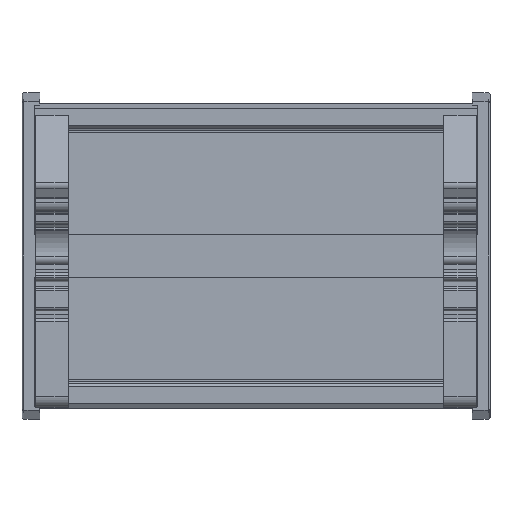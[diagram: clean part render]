
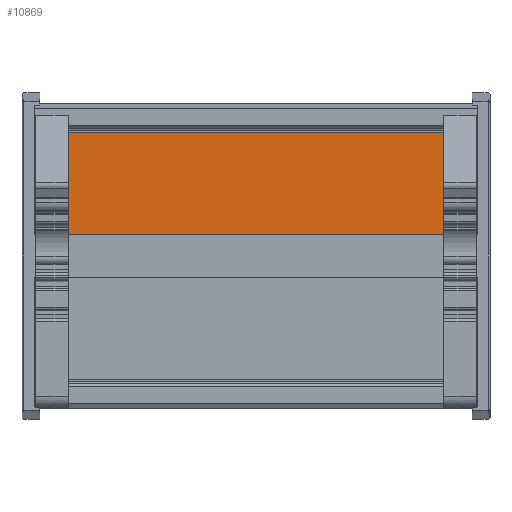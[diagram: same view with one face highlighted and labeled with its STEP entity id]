
A CAD part, front view. The second image highlights one B-rep face of the part: STEP entity #10869.
In plain terms, the highlighted planar face has unit normal (0, -1, 0).
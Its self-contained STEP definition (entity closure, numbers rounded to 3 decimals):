
#10813=CARTESIAN_POINT('',(-530.109,-523.966,125.2));
#10814=VERTEX_POINT('',#10813);
#10821=CARTESIAN_POINT('',(-530.109,-523.966,0.0));
#10822=VERTEX_POINT('',#10821);
#10823=CARTESIAN_POINT('',(-530.109,-523.966,0.0));
#10824=DIRECTION('',(0.0,0.0,1.0));
#10825=VECTOR('',#10824,125.2);
#10826=LINE('',#10823,#10825);
#10827=EDGE_CURVE('',#10822,#10814,#10826,.T.);
#10839=CARTESIAN_POINT('',(-530.109,-523.966,0.0));
#10840=DIRECTION('',(0.0,-1.0,0.0));
#10841=DIRECTION('',(0.0,0.0,-1.0));
#10842=AXIS2_PLACEMENT_3D('',#10839,#10840,#10841);
#10843=PLANE('',#10842);
#10844=CARTESIAN_POINT('',(-558.93,-523.966,125.2));
#10845=VERTEX_POINT('',#10844);
#10846=CARTESIAN_POINT('',(-530.109,-523.966,125.2));
#10847=DIRECTION('',(-1.0,0.0,0.0));
#10848=VECTOR('',#10847,28.821);
#10849=LINE('',#10846,#10848);
#10850=EDGE_CURVE('',#10814,#10845,#10849,.T.);
#10851=ORIENTED_EDGE('',*,*,#10850,.T.);
#10852=CARTESIAN_POINT('',(-558.93,-523.966,0.0));
#10853=VERTEX_POINT('',#10852);
#10854=CARTESIAN_POINT('',(-558.93,-523.966,0.0));
#10855=DIRECTION('',(0.0,0.0,1.0));
#10856=VECTOR('',#10855,125.2);
#10857=LINE('',#10854,#10856);
#10858=EDGE_CURVE('',#10853,#10845,#10857,.T.);
#10859=ORIENTED_EDGE('',*,*,#10858,.F.);
#10860=CARTESIAN_POINT('',(-558.93,-523.966,0.0));
#10861=DIRECTION('',(1.0,0.0,0.0));
#10862=VECTOR('',#10861,28.821);
#10863=LINE('',#10860,#10862);
#10864=EDGE_CURVE('',#10853,#10822,#10863,.T.);
#10865=ORIENTED_EDGE('',*,*,#10864,.T.);
#10866=ORIENTED_EDGE('',*,*,#10827,.T.);
#10867=EDGE_LOOP('',(#10851,#10859,#10865,#10866));
#10868=FACE_OUTER_BOUND('',#10867,.T.);
#10869=ADVANCED_FACE('',(#10868),#10843,.T.);
